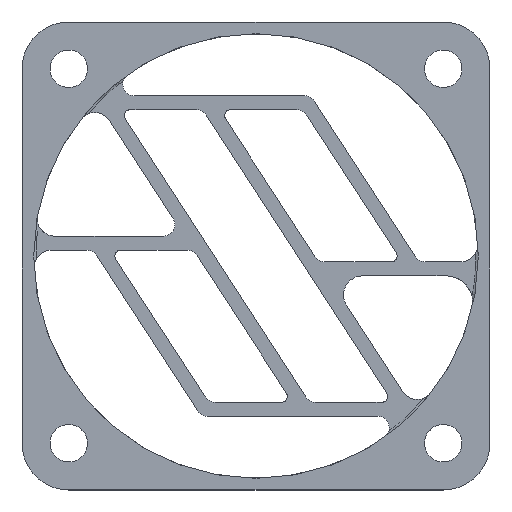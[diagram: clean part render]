
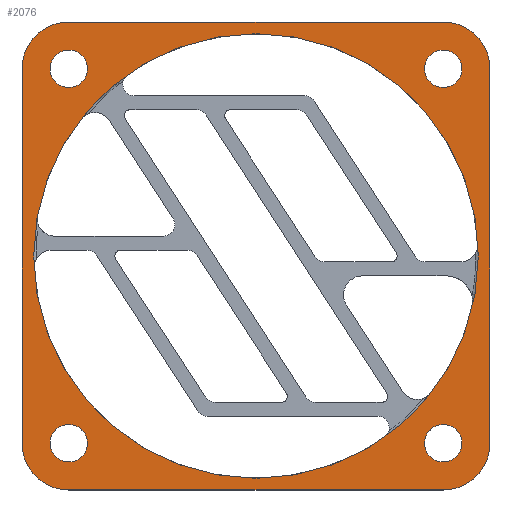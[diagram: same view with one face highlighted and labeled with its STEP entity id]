
A CAD part, top view. The second image highlights one B-rep face of the part: STEP entity #2076.
In plain terms, the highlighted planar face has unit normal (0, 0, 1).
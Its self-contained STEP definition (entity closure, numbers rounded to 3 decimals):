
#30=FACE_BOUND('',#389,.T.);
#31=FACE_BOUND('',#390,.T.);
#32=FACE_BOUND('',#391,.T.);
#33=FACE_BOUND('',#392,.T.);
#34=FACE_BOUND('',#393,.T.);
#128=CIRCLE('',#2263,4.);
#129=CIRCLE('',#2264,4.);
#130=CIRCLE('',#2265,4.);
#131=CIRCLE('',#2266,4.);
#132=CIRCLE('',#2267,1.6);
#133=CIRCLE('',#2268,1.6);
#134=CIRCLE('',#2269,1.6);
#135=CIRCLE('',#2270,1.6);
#136=CIRCLE('',#2271,19.);
#137=CIRCLE('',#2272,19.);
#257=FACE_OUTER_BOUND('',#388,.T.);
#388=EDGE_LOOP('',(#1563,#1564,#1565,#1566,#1567,#1568,#1569,#1570));
#389=EDGE_LOOP('',(#1571));
#390=EDGE_LOOP('',(#1572));
#391=EDGE_LOOP('',(#1573));
#392=EDGE_LOOP('',(#1574));
#393=EDGE_LOOP('',(#1575,#1576));
#589=LINE('',#3427,#780);
#590=LINE('',#3431,#781);
#591=LINE('',#3435,#782);
#592=LINE('',#3439,#783);
#780=VECTOR('',#2690,32.);
#781=VECTOR('',#2693,32.);
#782=VECTOR('',#2696,32.);
#783=VECTOR('',#2699,32.);
#1000=VERTEX_POINT('',#3425);
#1001=VERTEX_POINT('',#3426);
#1002=VERTEX_POINT('',#3428);
#1003=VERTEX_POINT('',#3430);
#1004=VERTEX_POINT('',#3432);
#1005=VERTEX_POINT('',#3434);
#1006=VERTEX_POINT('',#3436);
#1007=VERTEX_POINT('',#3438);
#1008=VERTEX_POINT('',#3441);
#1009=VERTEX_POINT('',#3443);
#1010=VERTEX_POINT('',#3445);
#1011=VERTEX_POINT('',#3447);
#1012=VERTEX_POINT('',#3449);
#1013=VERTEX_POINT('',#3450);
#1217=EDGE_CURVE('',#1000,#1001,#589,.T.);
#1218=EDGE_CURVE('',#1000,#1002,#128,.T.);
#1219=EDGE_CURVE('',#1003,#1002,#590,.T.);
#1220=EDGE_CURVE('',#1003,#1004,#129,.T.);
#1221=EDGE_CURVE('',#1005,#1004,#591,.T.);
#1222=EDGE_CURVE('',#1005,#1006,#130,.T.);
#1223=EDGE_CURVE('',#1007,#1006,#592,.T.);
#1224=EDGE_CURVE('',#1007,#1001,#131,.T.);
#1225=EDGE_CURVE('',#1008,#1008,#132,.T.);
#1226=EDGE_CURVE('',#1009,#1009,#133,.T.);
#1227=EDGE_CURVE('',#1010,#1010,#134,.T.);
#1228=EDGE_CURVE('',#1011,#1011,#135,.T.);
#1229=EDGE_CURVE('',#1012,#1013,#136,.T.);
#1230=EDGE_CURVE('',#1013,#1012,#137,.T.);
#1563=ORIENTED_EDGE('',*,*,#1217,.F.);
#1564=ORIENTED_EDGE('',*,*,#1218,.T.);
#1565=ORIENTED_EDGE('',*,*,#1219,.F.);
#1566=ORIENTED_EDGE('',*,*,#1220,.T.);
#1567=ORIENTED_EDGE('',*,*,#1221,.F.);
#1568=ORIENTED_EDGE('',*,*,#1222,.T.);
#1569=ORIENTED_EDGE('',*,*,#1223,.F.);
#1570=ORIENTED_EDGE('',*,*,#1224,.T.);
#1571=ORIENTED_EDGE('',*,*,#1225,.T.);
#1572=ORIENTED_EDGE('',*,*,#1226,.T.);
#1573=ORIENTED_EDGE('',*,*,#1227,.T.);
#1574=ORIENTED_EDGE('',*,*,#1228,.T.);
#1575=ORIENTED_EDGE('',*,*,#1229,.F.);
#1576=ORIENTED_EDGE('',*,*,#1230,.F.);
#2014=PLANE('',#2262);
#2076=ADVANCED_FACE('',(#257,#30,#31,#32,#33,#34),#2014,.F.);
#2262=AXIS2_PLACEMENT_3D('',#3424,#2688,#2689);
#2263=AXIS2_PLACEMENT_3D('',#3429,#2691,#2692);
#2264=AXIS2_PLACEMENT_3D('',#3433,#2694,#2695);
#2265=AXIS2_PLACEMENT_3D('',#3437,#2697,#2698);
#2266=AXIS2_PLACEMENT_3D('',#3440,#2700,#2701);
#2267=AXIS2_PLACEMENT_3D('',#3442,#2702,#2703);
#2268=AXIS2_PLACEMENT_3D('',#3444,#2704,#2705);
#2269=AXIS2_PLACEMENT_3D('',#3446,#2706,#2707);
#2270=AXIS2_PLACEMENT_3D('',#3448,#2708,#2709);
#2271=AXIS2_PLACEMENT_3D('',#3451,#2710,#2711);
#2272=AXIS2_PLACEMENT_3D('',#3452,#2712,#2713);
#2688=DIRECTION('center_axis',(0.,0.,-1.));
#2689=DIRECTION('ref_axis',(-1.,0.,0.));
#2690=DIRECTION('',(-1.,0.,0.));
#2691=DIRECTION('center_axis',(0.,0.,1.));
#2692=DIRECTION('ref_axis',(0.,-1.,0.));
#2693=DIRECTION('',(0.,-1.,0.));
#2694=DIRECTION('center_axis',(0.,0.,1.));
#2695=DIRECTION('ref_axis',(1.,0.,0.));
#2696=DIRECTION('',(1.,0.,0.));
#2697=DIRECTION('center_axis',(0.,0.,1.));
#2698=DIRECTION('ref_axis',(0.,1.,0.));
#2699=DIRECTION('',(0.,1.,0.));
#2700=DIRECTION('center_axis',(0.,0.,1.));
#2701=DIRECTION('ref_axis',(-1.,0.,0.));
#2702=DIRECTION('center_axis',(0.,0.,-1.));
#2703=DIRECTION('ref_axis',(-1.,0.,0.));
#2704=DIRECTION('center_axis',(0.,0.,-1.));
#2705=DIRECTION('ref_axis',(-1.,0.,0.));
#2706=DIRECTION('center_axis',(0.,0.,-1.));
#2707=DIRECTION('ref_axis',(-1.,0.,0.));
#2708=DIRECTION('center_axis',(0.,0.,-1.));
#2709=DIRECTION('ref_axis',(-1.,0.,0.));
#2710=DIRECTION('center_axis',(0.,0.,1.));
#2711=DIRECTION('ref_axis',(0.,1.,0.));
#2712=DIRECTION('center_axis',(0.,0.,1.));
#2713=DIRECTION('ref_axis',(0.,1.,0.));
#3424=CARTESIAN_POINT('Origin',(0.,0.,0.));
#3425=CARTESIAN_POINT('',(16.,-20.,0.));
#3426=CARTESIAN_POINT('',(-16.,-20.,0.));
#3427=CARTESIAN_POINT('',(16.,-20.,0.));
#3428=CARTESIAN_POINT('',(20.,-16.,0.));
#3429=CARTESIAN_POINT('Origin',(16.,-16.,0.));
#3430=CARTESIAN_POINT('',(20.,16.,0.));
#3431=CARTESIAN_POINT('',(20.,16.,0.));
#3432=CARTESIAN_POINT('',(16.,20.,0.));
#3433=CARTESIAN_POINT('Origin',(16.,16.,0.));
#3434=CARTESIAN_POINT('',(-16.,20.,0.));
#3435=CARTESIAN_POINT('',(-16.,20.,0.));
#3436=CARTESIAN_POINT('',(-20.,16.,0.));
#3437=CARTESIAN_POINT('Origin',(-16.,16.,0.));
#3438=CARTESIAN_POINT('',(-20.,-16.,0.));
#3439=CARTESIAN_POINT('',(-20.,-16.,0.));
#3440=CARTESIAN_POINT('Origin',(-16.,-16.,0.));
#3441=CARTESIAN_POINT('',(14.4,16.,0.));
#3442=CARTESIAN_POINT('Origin',(16.,16.,0.));
#3443=CARTESIAN_POINT('',(-17.6,16.,0.));
#3444=CARTESIAN_POINT('Origin',(-16.,16.,0.));
#3445=CARTESIAN_POINT('',(14.4,-16.,0.));
#3446=CARTESIAN_POINT('Origin',(16.,-16.,0.));
#3447=CARTESIAN_POINT('',(-17.6,-16.,0.));
#3448=CARTESIAN_POINT('Origin',(-16.,-16.,0.));
#3449=CARTESIAN_POINT('',(0.,19.,0.));
#3450=CARTESIAN_POINT('',(19.,0.,0.));
#3451=CARTESIAN_POINT('Origin',(0.,0.,0.));
#3452=CARTESIAN_POINT('Origin',(0.,0.,0.));
